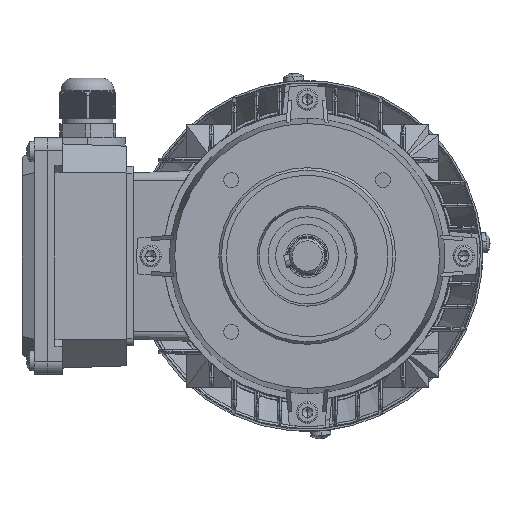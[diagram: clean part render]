
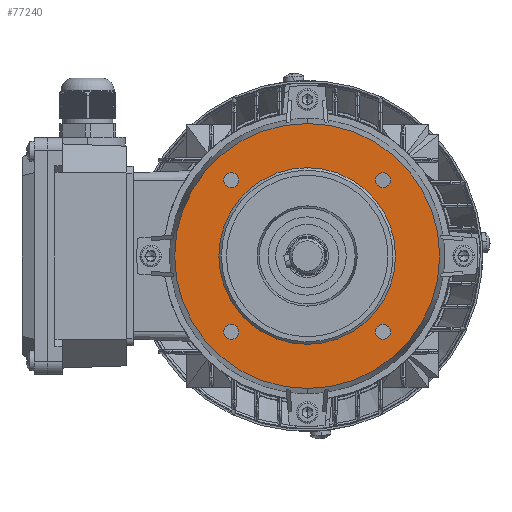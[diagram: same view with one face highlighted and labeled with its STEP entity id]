
A CAD part, left-side view. The second image highlights one B-rep face of the part: STEP entity #77240.
In plain terms, the highlighted face is planar.
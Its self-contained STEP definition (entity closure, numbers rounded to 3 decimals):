
#10770 = DIRECTION ( 'NONE',  ( -1., 0., 0. ) ) ;
#10772 = DIRECTION ( 'NONE',  ( 0., 0., -1. ) ) ;
#10773 = CARTESIAN_POINT ( 'NONE',  ( 0., 0., 31. ) ) ;
#10775 = AXIS2_PLACEMENT_3D ( 'NONE', #10773, #10772, #10770 ) ;
#10777 = CIRCLE ( 'NONE', #10775, 52.5 ) ;
#10783 = DIRECTION ( 'NONE',  ( 1., 0., 0. ) ) ;
#10785 = DIRECTION ( 'NONE',  ( 0., 0., 1. ) ) ;
#10787 = CARTESIAN_POINT ( 'NONE',  ( 30.052, 30.052, 31. ) ) ;
#10788 = AXIS2_PLACEMENT_3D ( 'NONE', #10787, #10785, #10783 ) ;
#10800 = CIRCLE ( 'NONE', #10788, 3. ) ;
#10863 = DIRECTION ( 'NONE',  ( 1., 0., 0. ) ) ;
#10865 = DIRECTION ( 'NONE',  ( 0., 0., 1. ) ) ;
#10866 = CARTESIAN_POINT ( 'NONE',  ( -30.052, -30.052, 31. ) ) ;
#10867 = AXIS2_PLACEMENT_3D ( 'NONE', #10866, #10865, #10863 ) ;
#10869 = CIRCLE ( 'NONE', #10867, 3. ) ;
#10875 = DIRECTION ( 'NONE',  ( 1., 0., 0. ) ) ;
#10877 = DIRECTION ( 'NONE',  ( 0., 0., 1. ) ) ;
#10878 = AXIS2_PLACEMENT_3D ( 'NONE', #10889, #10877, #10875 ) ;
#10880 = CIRCLE ( 'NONE', #10878, 3. ) ;
#10883 = DIRECTION ( 'NONE',  ( 1., 0., 0. ) ) ;
#10885 = DIRECTION ( 'NONE',  ( 0., 0., 1. ) ) ;
#10887 = AXIS2_PLACEMENT_3D ( 'NONE', #10894, #10885, #10883 ) ;
#10889 = CARTESIAN_POINT ( 'NONE',  ( -30.052, 30.052, 31. ) ) ;
#10894 = CARTESIAN_POINT ( 'NONE',  ( -52.5, 0., 31. ) ) ;
#10895 = PLANE ( 'NONE',  #10887 ) ;
#10897 = FACE_BOUND ( 'NONE', #77234, .T. ) ;
#10899 = FACE_OUTER_BOUND ( 'NONE', #77230, .T. ) ;
#10900 = FACE_BOUND ( 'NONE', #77226, .T. ) ;
#10902 = FACE_BOUND ( 'NONE', #77303, .T. ) ;
#10903 = FACE_BOUND ( 'NONE', #77245, .T. ) ;
#10905 = FACE_BOUND ( 'NONE', #77241, .T. ) ;
#10953 = DIRECTION ( 'NONE',  ( -1., 0., 0. ) ) ;
#10955 = DIRECTION ( 'NONE',  ( 0., 0., -1. ) ) ;
#10957 = CARTESIAN_POINT ( 'NONE',  ( 0., 0., 31. ) ) ;
#10959 = AXIS2_PLACEMENT_3D ( 'NONE', #10957, #10955, #10953 ) ;
#10969 = CIRCLE ( 'NONE', #10959, 35. ) ;
#11031 = DIRECTION ( 'NONE',  ( 1., 0., 0. ) ) ;
#11032 = DIRECTION ( 'NONE',  ( 0., 0., 1. ) ) ;
#11034 = CARTESIAN_POINT ( 'NONE',  ( 30.052, -30.052, 31. ) ) ;
#11035 = AXIS2_PLACEMENT_3D ( 'NONE', #11034, #11032, #11031 ) ;
#11037 = CIRCLE ( 'NONE', #11035, 3. ) ;
#35152 = CARTESIAN_POINT ( 'NONE',  ( -33.052, -30.052, 31. ) ) ;
#35171 = CARTESIAN_POINT ( 'NONE',  ( -27.052, -30.052, 31. ) ) ;
#35234 = DIRECTION ( 'NONE',  ( 0., 0., 1. ) ) ;
#35235 = CARTESIAN_POINT ( 'NONE',  ( -30.052, -30.052, 31. ) ) ;
#35236 = AXIS2_PLACEMENT_3D ( 'NONE', #35235, #35234, #35295 ) ;
#35237 = CIRCLE ( 'NONE', #35236, 3. ) ;
#35295 = DIRECTION ( 'NONE',  ( 1., 0., 0. ) ) ;
#36063 = CARTESIAN_POINT ( 'NONE',  ( 27.052, -30.052, 31. ) ) ;
#36511 = CARTESIAN_POINT ( 'NONE',  ( 33.052, -30.052, 31. ) ) ;
#36687 = DIRECTION ( 'NONE',  ( 1., 0., 0. ) ) ;
#36688 = DIRECTION ( 'NONE',  ( 0., 0., 1. ) ) ;
#36689 = CARTESIAN_POINT ( 'NONE',  ( 30.052, -30.052, 31. ) ) ;
#36690 = AXIS2_PLACEMENT_3D ( 'NONE', #36689, #36688, #36687 ) ;
#36691 = CIRCLE ( 'NONE', #36690, 3. ) ;
#37267 = CARTESIAN_POINT ( 'NONE',  ( -33.052, 30.052, 31. ) ) ;
#37369 = DIRECTION ( 'NONE',  ( 1., 0., 0. ) ) ;
#37371 = DIRECTION ( 'NONE',  ( 0., 0., 1. ) ) ;
#37372 = CARTESIAN_POINT ( 'NONE',  ( -30.052, 30.052, 31. ) ) ;
#37373 = AXIS2_PLACEMENT_3D ( 'NONE', #37372, #37371, #37369 ) ;
#37374 = CIRCLE ( 'NONE', #37373, 3. ) ;
#37389 = CARTESIAN_POINT ( 'NONE',  ( -27.052, 30.052, 31. ) ) ;
#38643 = CARTESIAN_POINT ( 'NONE',  ( 27.052, 30.052, 31. ) ) ;
#38687 = CARTESIAN_POINT ( 'NONE',  ( 30.052, 30.052, 31. ) ) ;
#38729 = CARTESIAN_POINT ( 'NONE',  ( 33.052, 30.052, 31. ) ) ;
#38730 = DIRECTION ( 'NONE',  ( 1., 0., 0. ) ) ;
#38745 = DIRECTION ( 'NONE',  ( 0., 0., 1. ) ) ;
#38746 = AXIS2_PLACEMENT_3D ( 'NONE', #38687, #38745, #38730 ) ;
#38747 = CIRCLE ( 'NONE', #38746, 3. ) ;
#41289 = CARTESIAN_POINT ( 'NONE',  ( -52.5, 0., 31. ) ) ;
#41346 = CIRCLE ( 'NONE', #41405, 52.5 ) ;
#41402 = DIRECTION ( 'NONE',  ( -1., 0., 0. ) ) ;
#41403 = DIRECTION ( 'NONE',  ( 0., 0., -1. ) ) ;
#41404 = CARTESIAN_POINT ( 'NONE',  ( 0., 0., 31. ) ) ;
#41405 = AXIS2_PLACEMENT_3D ( 'NONE', #41404, #41403, #41402 ) ;
#41441 = CARTESIAN_POINT ( 'NONE',  ( 52.5, 0., 31. ) ) ;
#42055 = CARTESIAN_POINT ( 'NONE',  ( -35., 0., 31. ) ) ;
#42056 = DIRECTION ( 'NONE',  ( -1., 0., 0. ) ) ;
#42057 = DIRECTION ( 'NONE',  ( 0., 0., -1. ) ) ;
#42058 = CARTESIAN_POINT ( 'NONE',  ( 0., 0., 31. ) ) ;
#42059 = AXIS2_PLACEMENT_3D ( 'NONE', #42058, #42057, #42056 ) ;
#42060 = CIRCLE ( 'NONE', #42059, 35. ) ;
#42117 = CARTESIAN_POINT ( 'NONE',  ( 35., 0., 31. ) ) ;
#77226 = EDGE_LOOP ( 'NONE', ( #77227, #77229 ) ) ;
#77227 = ORIENTED_EDGE ( 'NONE', *, *, #77228, .F. ) ;
#77228 = EDGE_CURVE ( 'NONE', #91071, #91017, #10800, .T. ) ;
#77229 = ORIENTED_EDGE ( 'NONE', *, *, #91070, .F. ) ;
#77230 = EDGE_LOOP ( 'NONE', ( #77231, #77232 ) ) ;
#77231 = ORIENTED_EDGE ( 'NONE', *, *, #92267, .F. ) ;
#77232 = ORIENTED_EDGE ( 'NONE', *, *, #77233, .F. ) ;
#77233 = EDGE_CURVE ( 'NONE', #92283, #92231, #10777, .T. ) ;
#77234 = EDGE_LOOP ( 'NONE', ( #77290, #77291 ) ) ;
#77240 = ADVANCED_FACE ( 'NONE', ( #10905, #10903, #10902, #10900, #10899, #10897 ), #10895, .T. ) ;
#77241 = EDGE_LOOP ( 'NONE', ( #77242, #77244 ) ) ;
#77242 = ORIENTED_EDGE ( 'NONE', *, *, #77243, .F. ) ;
#77243 = EDGE_CURVE ( 'NONE', #90540, #90487, #10880, .T. ) ;
#77244 = ORIENTED_EDGE ( 'NONE', *, *, #90521, .F. ) ;
#77245 = EDGE_LOOP ( 'NONE', ( #77246, #77248 ) ) ;
#77246 = ORIENTED_EDGE ( 'NONE', *, *, #77247, .F. ) ;
#77247 = EDGE_CURVE ( 'NONE', #89647, #89614, #10869, .T. ) ;
#77248 = ORIENTED_EDGE ( 'NONE', *, *, #89686, .F. ) ;
#77260 = EDGE_CURVE ( 'NONE', #92602, #92576, #10969, .T. ) ;
#77290 = ORIENTED_EDGE ( 'NONE', *, *, #92575, .T. ) ;
#77291 = ORIENTED_EDGE ( 'NONE', *, *, #77260, .T. ) ;
#77303 = EDGE_LOOP ( 'NONE', ( #77304, #77306 ) ) ;
#77304 = ORIENTED_EDGE ( 'NONE', *, *, #77305, .F. ) ;
#77305 = EDGE_CURVE ( 'NONE', #90185, #90002, #11037, .T. ) ;
#77306 = ORIENTED_EDGE ( 'NONE', *, *, #90258, .F. ) ;
#89614 = VERTEX_POINT ( 'NONE', #35152 ) ;
#89647 = VERTEX_POINT ( 'NONE', #35171 ) ;
#89686 = EDGE_CURVE ( 'NONE', #89614, #89647, #35237, .T. ) ;
#90002 = VERTEX_POINT ( 'NONE', #36063 ) ;
#90185 = VERTEX_POINT ( 'NONE', #36511 ) ;
#90258 = EDGE_CURVE ( 'NONE', #90002, #90185, #36691, .T. ) ;
#90487 = VERTEX_POINT ( 'NONE', #37267 ) ;
#90521 = EDGE_CURVE ( 'NONE', #90487, #90540, #37374, .T. ) ;
#90540 = VERTEX_POINT ( 'NONE', #37389 ) ;
#91017 = VERTEX_POINT ( 'NONE', #38643 ) ;
#91070 = EDGE_CURVE ( 'NONE', #91017, #91071, #38747, .T. ) ;
#91071 = VERTEX_POINT ( 'NONE', #38729 ) ;
#92231 = VERTEX_POINT ( 'NONE', #41289 ) ;
#92267 = EDGE_CURVE ( 'NONE', #92231, #92283, #41346, .T. ) ;
#92283 = VERTEX_POINT ( 'NONE', #41441 ) ;
#92575 = EDGE_CURVE ( 'NONE', #92576, #92602, #42060, .T. ) ;
#92576 = VERTEX_POINT ( 'NONE', #42055 ) ;
#92602 = VERTEX_POINT ( 'NONE', #42117 ) ;
